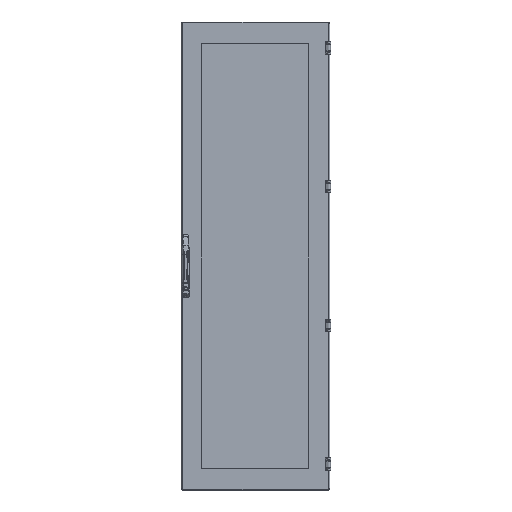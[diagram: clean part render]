
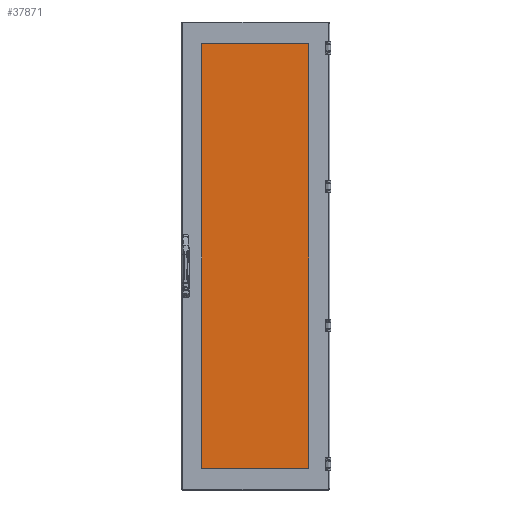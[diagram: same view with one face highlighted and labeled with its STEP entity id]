
A CAD part, top view. The second image highlights one B-rep face of the part: STEP entity #37871.
In plain terms, the highlighted planar face has unit normal (0, 0, 1).
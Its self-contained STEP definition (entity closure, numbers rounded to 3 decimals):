
#1943 = EDGE_CURVE ( 'NONE', #2072, #40037, #61907, .T. ) ;
#2072 = VERTEX_POINT ( 'NONE', #42255 ) ;
#2671 = CARTESIAN_POINT ( 'NONE',  ( -273.25, -1011.05, 4. ) ) ;
#2769 = AXIS2_PLACEMENT_3D ( 'NONE', #4426, #90532, #33618 ) ;
#4426 = CARTESIAN_POINT ( 'NONE',  ( 0., 0., 4. ) ) ;
#8440 = DIRECTION ( 'NONE',  ( 0., -1., 0. ) ) ;
#8811 = VECTOR ( 'NONE', #32996, 1000. ) ;
#12957 = EDGE_CURVE ( 'NONE', #40037, #35379, #33930, .T. ) ;
#13304 = ORIENTED_EDGE ( 'NONE', *, *, #1943, .T. ) ;
#19329 = DIRECTION ( 'NONE',  ( 1., 0., 0. ) ) ;
#19745 = PLANE ( 'NONE',  #2769 ) ;
#24979 = VECTOR ( 'NONE', #28819, 1000. ) ;
#25370 = CARTESIAN_POINT ( 'NONE',  ( 273.25, -1011.05, 4. ) ) ;
#26523 = CARTESIAN_POINT ( 'NONE',  ( -273.25, -1011.05, 4. ) ) ;
#27481 = EDGE_CURVE ( 'NONE', #82444, #2072, #68186, .T. ) ;
#28819 = DIRECTION ( 'NONE',  ( -1., 0., 0. ) ) ;
#32996 = DIRECTION ( 'NONE',  ( 0., 1., 0. ) ) ;
#33605 = EDGE_CURVE ( 'NONE', #35379, #82444, #72331, .T. ) ;
#33618 = DIRECTION ( 'NONE',  ( -1., 0., 0. ) ) ;
#33930 = LINE ( 'NONE', #25370, #8811 ) ;
#35379 = VERTEX_POINT ( 'NONE', #40891 ) ;
#36467 = CARTESIAN_POINT ( 'NONE',  ( -273.25, 1011.05, 4. ) ) ;
#37871 = ADVANCED_FACE ( 'NONE', ( #61384 ), #19745, .F. ) ;
#40037 = VERTEX_POINT ( 'NONE', #74889 ) ;
#40891 = CARTESIAN_POINT ( 'NONE',  ( 273.25, 1011.05, 4. ) ) ;
#41893 = VECTOR ( 'NONE', #8440, 1000. ) ;
#42255 = CARTESIAN_POINT ( 'NONE',  ( -273.25, -1011.05, 4. ) ) ;
#51005 = CARTESIAN_POINT ( 'NONE',  ( -273.25, 1011.05, 4. ) ) ;
#52245 = EDGE_LOOP ( 'NONE', ( #67172, #68306, #69670, #13304 ) ) ;
#61384 = FACE_OUTER_BOUND ( 'NONE', #52245, .T. ) ;
#61907 = LINE ( 'NONE', #26523, #79444 ) ;
#67172 = ORIENTED_EDGE ( 'NONE', *, *, #12957, .T. ) ;
#68186 = LINE ( 'NONE', #2671, #41893 ) ;
#68306 = ORIENTED_EDGE ( 'NONE', *, *, #33605, .T. ) ;
#69670 = ORIENTED_EDGE ( 'NONE', *, *, #27481, .T. ) ;
#72331 = LINE ( 'NONE', #36467, #24979 ) ;
#74889 = CARTESIAN_POINT ( 'NONE',  ( 273.25, -1011.05, 4. ) ) ;
#79444 = VECTOR ( 'NONE', #19329, 1000. ) ;
#82444 = VERTEX_POINT ( 'NONE', #51005 ) ;
#90532 = DIRECTION ( 'NONE',  ( 0., 0., -1. ) ) ;
